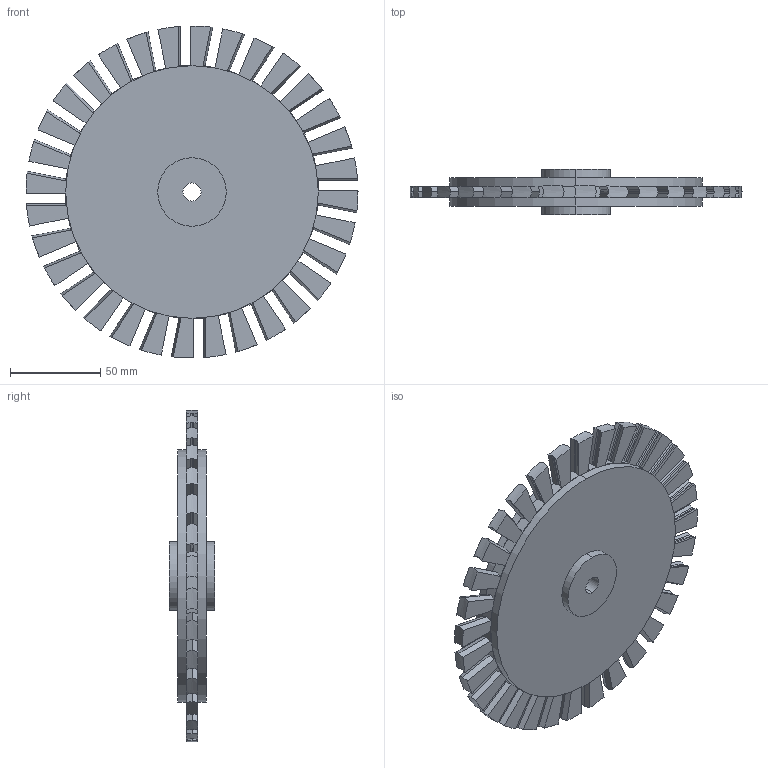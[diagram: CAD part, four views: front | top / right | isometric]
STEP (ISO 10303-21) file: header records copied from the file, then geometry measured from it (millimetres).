
FILE_DESCRIPTION (( 'STEP AP214' ), '1' );
FILE_NAME ('[TP] [Turb] Rotor13.STEP', '2024-04-04T08:17:43', ( '' ), ( '' ), 'SwSTEP 2.0', 'SolidWorks 2023', '' );
FILE_SCHEMA (( 'AUTOMOTIVE_DESIGN' ));
Length unit declared in the file: inch
Products named in the file (1): [TP] [Turb] Rotor13
Bounding box: 184.4 x 25.4 x 184.4 mm (x, y, z)
Volume: 295775.6 mm3; surface area: 63003.2 mm2
Topology: 1 solids, 1 shells, 274 faces, 802 edges, 534 vertices
Faces by surface type: plane 166, cylinder 108
Entity records: 9195 total; most frequent: CARTESIAN_POINT 2247, ORIENTED_EDGE 1604, DIRECTION 1310, EDGE_CURVE 802, VERTEX_POINT 534, LINE 460, VECTOR 460, AXIS2_PLACEMENT_3D 425
